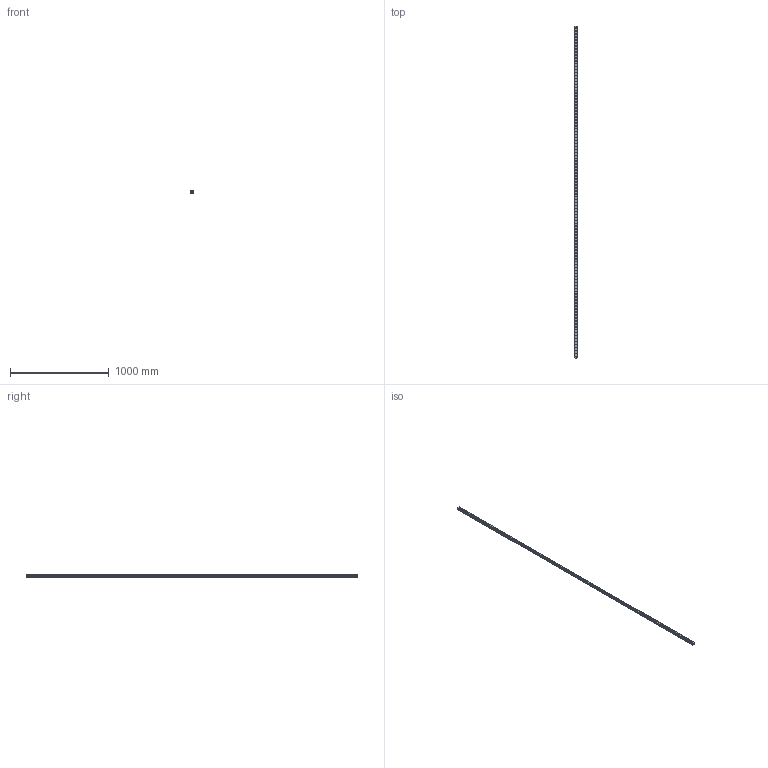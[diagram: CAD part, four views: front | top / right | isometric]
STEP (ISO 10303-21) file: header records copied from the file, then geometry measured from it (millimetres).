
FILE_DESCRIPTION(('STEP AP214'),'1');
FILE_NAME('cctmp_FFEABD64-70F1-4BF6-B203-C4537485793E_2021_03_11_10_37_30_0210..stp','2021-03-11T09:37:30',('HIWIN GmbH'),('CADClick - www.CADClick.com'),'Spatial InterOp 3D',' ','unknown authorization');
FILE_SCHEMA(('AUTOMOTIVE_DESIGN'));
Length unit declared in the file: millimetre
Products named in the file (1): RGR25R3370H_FILE
Bounding box: 23 x 3370 x 23.6 mm (x, y, z)
Volume: 1351875 mm3; surface area: 417840.3 mm2
Topology: 1 solids, 1 shells, 1125 faces, 2349 edges, 1566 vertices
Faces by surface type: cylinder 690, plane 435
Entity records: 39667 total; most frequent: DIRECTION 5981, CARTESIAN_POINT 5041, ORIENTED_EDGE 4698, AXIS2_PLACEMENT_3D 2506, EDGE_CURVE 2349, VERTEX_POINT 1566, EDGE_LOOP 1465, CIRCLE 1380
